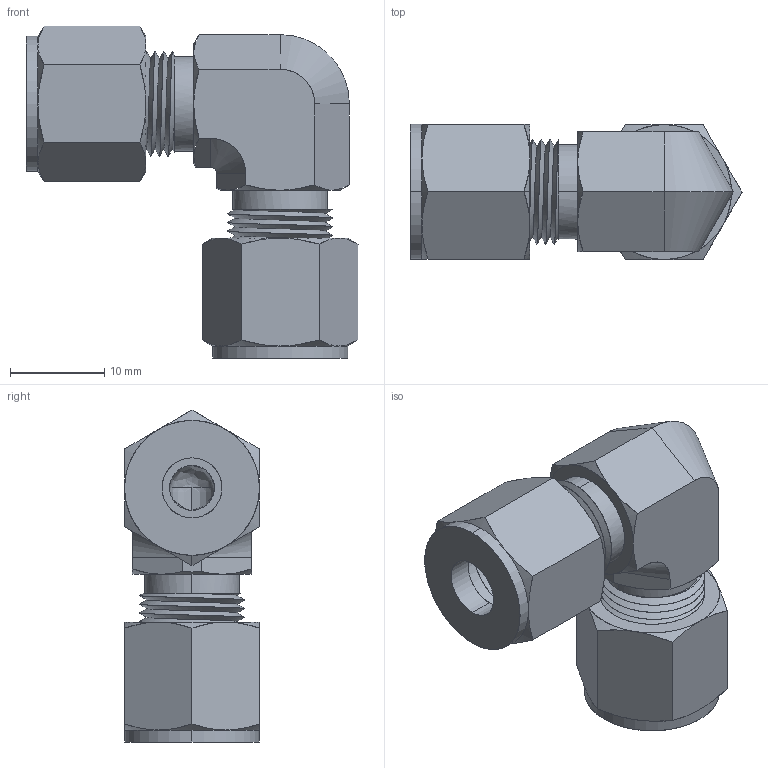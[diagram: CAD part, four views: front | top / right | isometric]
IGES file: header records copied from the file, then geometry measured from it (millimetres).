
Start section: SolidWorks IGES file using analytic representation for surfaces
Global section: file name: B000FMUJAE.3D.IGS; native system: SolidWorks 2010; preprocessor: SolidWorks 2010; author: yt00503; date: 130114.174215; units: inch
Bounding box: 35.17 x 14.29 x 35.17 mm (x, y, z)
Surface area: 5465.2 mm2 (no closed solid volume)
Topology: 0 solids, 0 shells, 167 faces, 2951 edges, 2950 vertices
Faces by surface type: revolution 118, bspline 49
